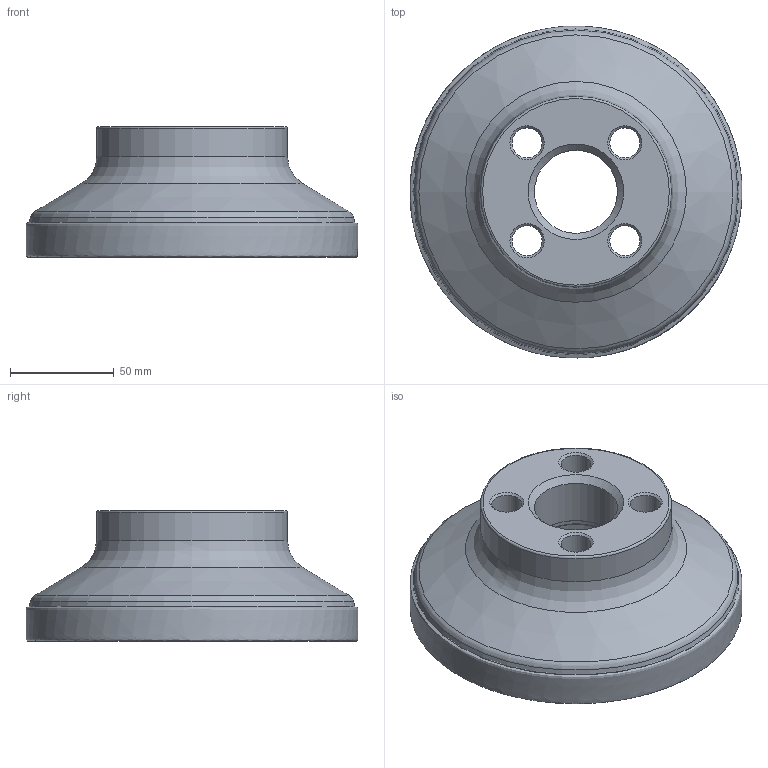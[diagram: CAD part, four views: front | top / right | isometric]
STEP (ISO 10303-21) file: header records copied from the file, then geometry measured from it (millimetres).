
FILE_DESCRIPTION(/* description */ (''),/* implementation_level */ '2;1');
FILE_NAME(/* name */ 'toolassembly_1.stp',/* time_stamp */ '2019-11-12T11:33:35+01:00',/* author */ (''),/* organization */ ('SMS'),/* preprocessor_version */ 'ST-DEVELOPER v16.7',/* originating_system */ 'SIEMENS PLM Software NX 12.0',/* authorisation */ '');
FILE_SCHEMA (('AUTOMOTIVE_DESIGN { 1 0 10303 214 3 1 1 1 }'));
Length unit declared in the file: millimetre
Products named in the file (4): CUT_20191112113259; ASSEMBLY_CONSTRUCTION; NOCUT_20191112113236; TOOLASSEMBLY_1
Assembly tree (3 placements, depth 2):
  TOOLASSEMBLY_1
    NOCUT_20191112113236
    ASSEMBLY_CONSTRUCTION
    CUT_20191112113259
Bounding box: 160.01 x 160.06 x 62.99 mm (x, y, z)
Volume: 584736.3 mm3; surface area: 94520.7 mm2
Topology: 2 solids, 2 shells, 41 faces, 97 edges, 73 vertices
Faces by surface type: cone 17, torus 11, cylinder 8, plane 4, bspline 1
Full cylindrical faces by diameter (mm): 14.5 x4, 40.013 x1, 40.3 x1, 88.5 x1, 92 x1
Entity records: 9877 total; most frequent: CARTESIAN_POINT 8880, DIRECTION 202, AXIS2_PLACEMENT_3D 101, FACE_BOUND 89, EDGE_LOOP 88, ORIENTED_EDGE 88, VERTEX_POINT 45, EDGE_CURVE 44
